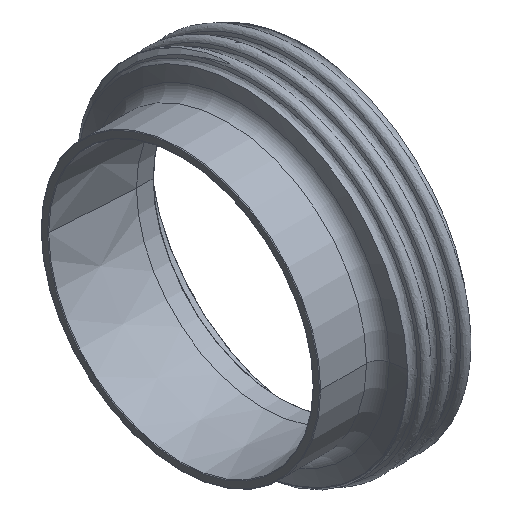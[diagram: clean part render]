
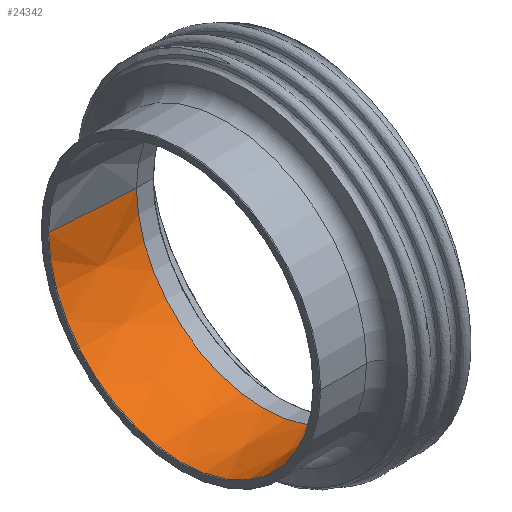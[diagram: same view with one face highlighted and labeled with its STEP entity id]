
A CAD part, isometric view. The second image highlights one B-rep face of the part: STEP entity #24342.
In plain terms, the highlighted conical face has half-angle 3.563 degrees and reference radius 42.15 mm.
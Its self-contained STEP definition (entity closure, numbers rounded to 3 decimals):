
#259 = CIRCLE ( 'NONE', #5409, 42.138 ) ;
#576 = EDGE_CURVE ( 'NONE', #20284, #13454, #18525, .T. ) ;
#1969 = CARTESIAN_POINT ( 'NONE',  ( -13.5, 0., 0. ) ) ;
#4077 = ORIENTED_EDGE ( 'NONE', *, *, #12773, .T. ) ;
#5074 = AXIS2_PLACEMENT_3D ( 'NONE', #24910, #7443, #7618 ) ;
#5335 = CARTESIAN_POINT ( 'NONE',  ( -39.812, 0., 0. ) ) ;
#5409 = AXIS2_PLACEMENT_3D ( 'NONE', #5335, #7509, #14169 ) ;
#5676 = CARTESIAN_POINT ( 'NONE',  ( -40., -42.15, 0. ) ) ;
#5716 = CARTESIAN_POINT ( 'NONE',  ( -13.5, 40.5, 0. ) ) ;
#6049 = DIRECTION ( 'NONE',  ( 0., 1., 0. ) ) ;
#6228 = EDGE_CURVE ( 'NONE', #13454, #20620, #259, .T. ) ;
#6784 = ORIENTED_EDGE ( 'NONE', *, *, #6228, .T. ) ;
#6796 = ORIENTED_EDGE ( 'NONE', *, *, #21284, .F. ) ;
#6859 = VECTOR ( 'NONE', #19493, 1000. ) ;
#7443 = DIRECTION ( 'NONE',  ( -1., 0., 0. ) ) ;
#7509 = DIRECTION ( 'NONE',  ( -1., 0., 0. ) ) ;
#7618 = DIRECTION ( 'NONE',  ( 0., -1., 0. ) ) ;
#7797 = DIRECTION ( 'NONE',  ( -0.998, 0.062, 0. ) ) ;
#8219 = CONICAL_SURFACE ( 'NONE', #5074, 42.15, 0.062 ) ;
#8912 = FACE_OUTER_BOUND ( 'NONE', #19954, .T. ) ;
#10114 = ORIENTED_EDGE ( 'NONE', *, *, #576, .T. ) ;
#11021 = CARTESIAN_POINT ( 'NONE',  ( -39.812, -42.138, 0. ) ) ;
#11287 = AXIS2_PLACEMENT_3D ( 'NONE', #1969, #25696, #6049 ) ;
#12773 = EDGE_CURVE ( 'NONE', #23448, #20284, #21687, .T. ) ;
#13140 = CARTESIAN_POINT ( 'NONE',  ( -13.5, -40.5, 0. ) ) ;
#13454 = VERTEX_POINT ( 'NONE', #20957 ) ;
#14169 = DIRECTION ( 'NONE',  ( 0., 1., 0. ) ) ;
#18525 = LINE ( 'NONE', #20160, #20911 ) ;
#18724 = LINE ( 'NONE', #5676, #6859 ) ;
#19493 = DIRECTION ( 'NONE',  ( -0.998, -0.062, 0. ) ) ;
#19954 = EDGE_LOOP ( 'NONE', ( #4077, #10114, #6784, #6796 ) ) ;
#20160 = CARTESIAN_POINT ( 'NONE',  ( -40., 42.15, 0. ) ) ;
#20284 = VERTEX_POINT ( 'NONE', #5716 ) ;
#20620 = VERTEX_POINT ( 'NONE', #11021 ) ;
#20911 = VECTOR ( 'NONE', #7797, 1000. ) ;
#20957 = CARTESIAN_POINT ( 'NONE',  ( -39.812, 42.138, 0. ) ) ;
#21284 = EDGE_CURVE ( 'NONE', #23448, #20620, #18724, .T. ) ;
#21687 = CIRCLE ( 'NONE', #11287, 40.5 ) ;
#23448 = VERTEX_POINT ( 'NONE', #13140 ) ;
#24342 = ADVANCED_FACE ( 'NONE', ( #8912 ), #8219, .F. ) ;
#24910 = CARTESIAN_POINT ( 'NONE',  ( -40., 0., 0. ) ) ;
#25696 = DIRECTION ( 'NONE',  ( 1., 0., 0. ) ) ;
